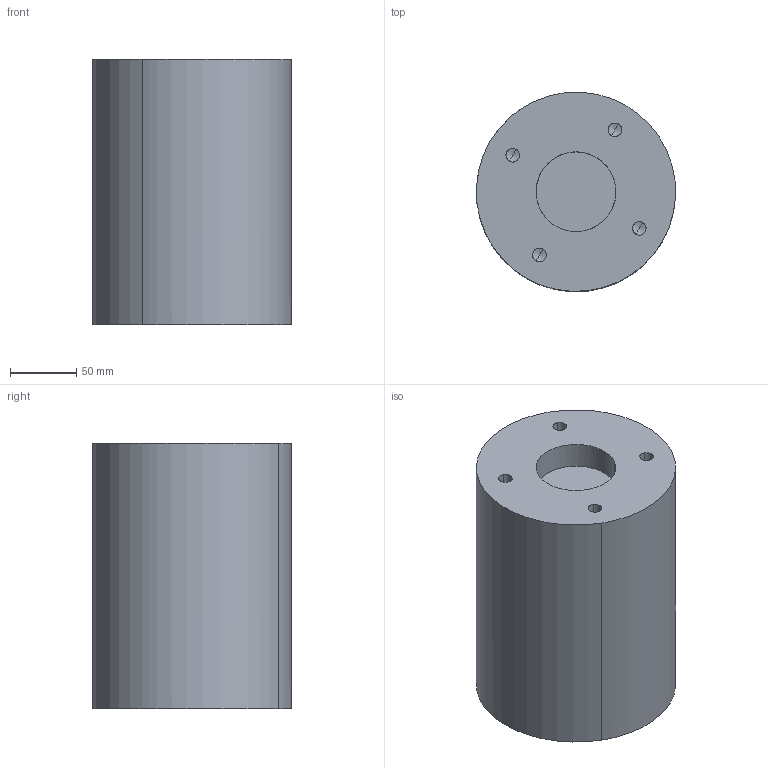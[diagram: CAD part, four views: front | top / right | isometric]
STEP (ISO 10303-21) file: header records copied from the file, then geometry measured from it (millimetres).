
FILE_DESCRIPTION (( 'STEP AP203' ), '1' );
FILE_NAME ('682-01 Embolo pote.STEP', '2021-07-17T23:17:50', ( '' ), ( '' ), 'SwSTEP 2.0', 'SolidWorks 2018', '' );
FILE_SCHEMA (( 'CONFIG_CONTROL_DESIGN' ));
Length unit declared in the file: millimetre
Products named in the file (1): 682-01 Embolo pote
Bounding box: 149.76 x 149.76 x 200 mm (x, y, z)
Volume: 3353334.6 mm3; surface area: 139763.7 mm2
Topology: 1 solids, 1 shells, 31 faces, 96 edges, 65 vertices
Faces by surface type: bspline 31
Entity records: 1909 total; most frequent: CARTESIAN_POINT 1326, ORIENTED_EDGE 172, EDGE_CURVE 86, VERTEX_POINT 65, B_SPLINE_CURVE_WITH_KNOTS 62, EDGE_LOOP 39, FACE_OUTER_BOUND 31, ADVANCED_FACE 31
